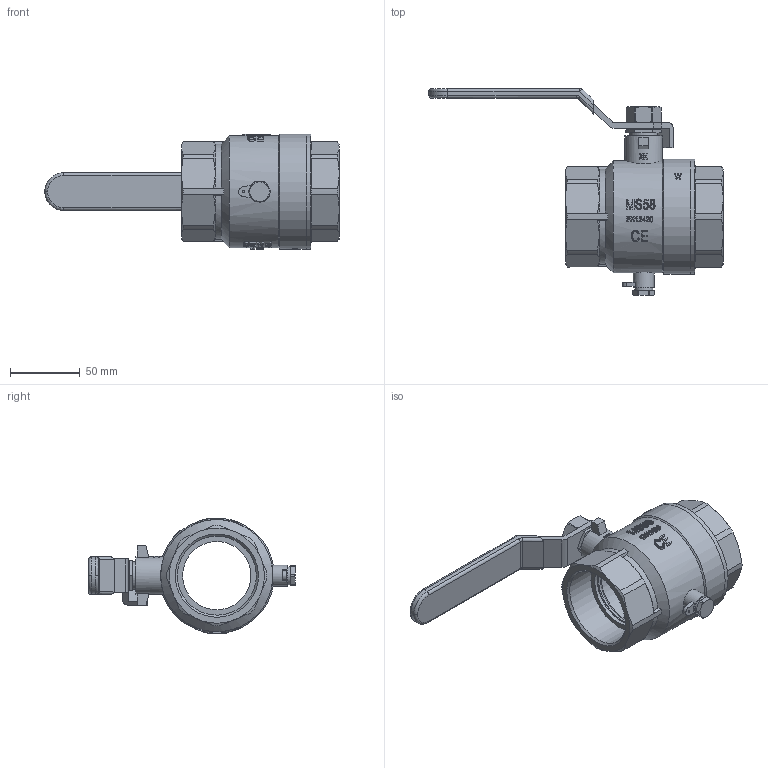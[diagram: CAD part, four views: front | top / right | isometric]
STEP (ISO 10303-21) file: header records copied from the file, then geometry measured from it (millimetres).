
FILE_DESCRIPTION(/* description */ ('Unknown'),/* implementation_level */ '2;1');
FILE_NAME(/* name */ '7126-09',/* time_stamp */ '2023-06-06T10:15:06+02:00',/* author */ ('Unknown'),/* organization */ ('Unknown'),/* preprocessor_version */ 'ST-DEVELOPER v18.102',/* originating_system */ 'Solid Edge',/* authorisation */ 'Unknown');
FILE_SCHEMA (('AUTOMOTIVE_DESIGN {1 0 10303 214 3 1 1}'));
Length unit declared in the file: millimetre
Products named in the file (18): 712-09; Stahlgriff; Stahlgriff-1; Stahlgriff-um; Mutter; 712-09-Kvrper-co; Einschraubteil; Kugel; Kvrper; Dichtung; Schtaube; K-Dichtungen; Kugeldichtung; spindel-co; 600-2-Spindel; 600-2-Spindeldichtung; 600-2-O-Ring; 600-2-Stopfbuchse
Assembly tree (18 placements, depth 4):
  712-09
    Stahlgriff
      Stahlgriff-1
      Stahlgriff-um
    Mutter
    712-09-Kvrper-co
      Einschraubteil
      Kugel
      Kvrper
      Dichtung
      Schtaube
      K-Dichtungen
        Kugeldichtung  x2
    spindel-co
      600-2-Spindel
      600-2-Spindeldichtung
      600-2-O-Ring
      600-2-Stopfbuchse
Bounding box: 211.05 x 148.4 x 83 mm (x, y, z)
Volume: 234962.2 mm3; surface area: 147727.9 mm2
Topology: 13 solids, 14 shells, 1259 faces, 3479 edges, 2298 vertices
Faces by surface type: plane 1015, cylinder 146, cone 79, bspline 10, torus 5, sphere 4
Full cylindrical faces by diameter (mm): 1.5 x1, 5 x1, 5.9 x1, 8.5 x1, 10 x2, 11.8 x1, 12.5 x1, 13 x1, 15 x1, 16 x3, 16.1 x2, 18 x1, 20 x1, 20.3 x1, 20.5 x1, 21 x1, 22 x1, 27 x1, 30 x1, 35 x1, 49 x5, 53 x1, 56.656 x2, 62 x4, 75 x1, 77 x1, 77.5 x1, 80.5 x1, 82.5 x2
Entity records: 46713 total; most frequent: CARTESIAN_POINT 13141, DIRECTION 7611, ORIENTED_EDGE 6730, EDGE_CURVE 3369, AXIS2_PLACEMENT_3D 3134, VERTEX_POINT 2272, FACE_BOUND 1411, EDGE_LOOP 1409
